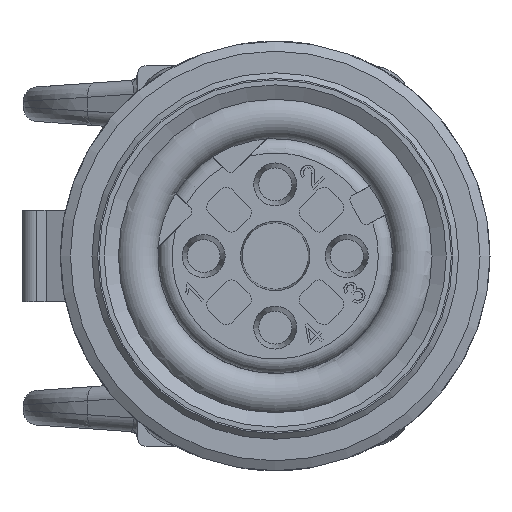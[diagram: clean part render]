
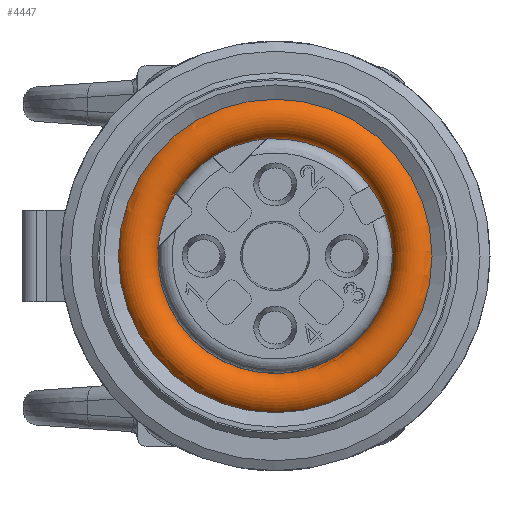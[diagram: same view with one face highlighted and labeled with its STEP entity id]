
A CAD part, left-side view. The second image highlights one B-rep face of the part: STEP entity #4447.
In plain terms, the highlighted toroidal (fillet/blend) face has major radius 4.845 mm and minor radius 0.75 mm.
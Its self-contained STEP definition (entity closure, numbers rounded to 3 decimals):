
#4447=ADVANCED_FACE('',(#5630,#5631),#5337,.T.);
#5337=TOROIDAL_SURFACE('',#15510,4.845,0.75);
#5379=B_SPLINE_CURVE_WITH_KNOTS('',3,(#20992,#20993,#20994,#20995,#20996,
#20997,#20998,#20999,#21000,#21001),.UNSPECIFIED.,.F.,.F.,(4,3,3,4),(0.,
0.404,0.809,1.),.UNSPECIFIED.);
#5380=B_SPLINE_CURVE_WITH_KNOTS('',3,(#21006,#21007,#21008,#21009,#21010,
#21011,#21012,#21013,#21014,#21015),.UNSPECIFIED.,.F.,.F.,(4,3,3,4),(0.,
0.406,0.813,1.),.UNSPECIFIED.);
#5381=B_SPLINE_CURVE_WITH_KNOTS('',3,(#21019,#21020,#21021,#21022,#21023,
#21024,#21025,#21026,#21027,#21028,#21029,#21030,#21031),.UNSPECIFIED.,
 .F.,.F.,(4,3,3,3,4),(0.,0.272,0.543,0.914,
1.),.UNSPECIFIED.);
#5382=B_SPLINE_CURVE_WITH_KNOTS('',3,(#21035,#21036,#21037,#21038,#21039,
#21040,#21041,#21042,#21043,#21044),.UNSPECIFIED.,.F.,.F.,(4,3,3,4),(0.,
0.404,0.808,1.),.UNSPECIFIED.);
#5383=B_SPLINE_CURVE_WITH_KNOTS('',3,(#21048,#21049,#21050,#21051,#21052,
#21053,#21054,#21055,#21056,#21057),.UNSPECIFIED.,.F.,.F.,(4,3,3,4),(0.,
0.404,0.808,1.),.UNSPECIFIED.);
#5384=B_SPLINE_CURVE_WITH_KNOTS('',3,(#21061,#21062,#21063,#21064,#21065,
#21066,#21067,#21068,#21069,#21070,#21071,#21072,#21073),.UNSPECIFIED.,
 .F.,.F.,(4,3,3,3,4),(0.,0.272,0.543,0.914,
1.),.UNSPECIFIED.);
#5630=FACE_BOUND('',#5738,.T.);
#5631=FACE_BOUND('',#5739,.T.);
#5738=EDGE_LOOP('',(#6693));
#5739=EDGE_LOOP('',(#6694,#6695,#6696,#6697,#6698,#6699,#6700,#6701,#6702,
#6703,#6704,#6705));
#6693=ORIENTED_EDGE('',*,*,#12638,.T.);
#6694=ORIENTED_EDGE('',*,*,#12639,.T.);
#6695=ORIENTED_EDGE('',*,*,#12640,.T.);
#6696=ORIENTED_EDGE('',*,*,#12641,.T.);
#6697=ORIENTED_EDGE('',*,*,#12642,.F.);
#6698=ORIENTED_EDGE('',*,*,#12643,.T.);
#6699=ORIENTED_EDGE('',*,*,#12644,.F.);
#6700=ORIENTED_EDGE('',*,*,#12645,.T.);
#6701=ORIENTED_EDGE('',*,*,#12646,.F.);
#6702=ORIENTED_EDGE('',*,*,#12647,.F.);
#6703=ORIENTED_EDGE('',*,*,#12648,.T.);
#6704=ORIENTED_EDGE('',*,*,#12649,.F.);
#6705=ORIENTED_EDGE('',*,*,#12650,.F.);
#11205=VERTEX_POINT('',#20991);
#11206=VERTEX_POINT('',#21002);
#11207=VERTEX_POINT('',#21003);
#11208=VERTEX_POINT('',#21005);
#11209=VERTEX_POINT('',#21016);
#11210=VERTEX_POINT('',#21018);
#11211=VERTEX_POINT('',#21032);
#11212=VERTEX_POINT('',#21034);
#11213=VERTEX_POINT('',#21045);
#11214=VERTEX_POINT('',#21047);
#11215=VERTEX_POINT('',#21058);
#11216=VERTEX_POINT('',#21060);
#11217=VERTEX_POINT('',#21074);
#12638=EDGE_CURVE('',#11205,#11205,#14894,.T.);
#12639=EDGE_CURVE('',#11206,#11207,#5379,.T.);
#12640=EDGE_CURVE('',#11207,#11208,#14895,.T.);
#12641=EDGE_CURVE('',#11208,#11209,#5380,.T.);
#12642=EDGE_CURVE('',#11210,#11209,#14896,.T.);
#12643=EDGE_CURVE('',#11210,#11211,#5381,.T.);
#12644=EDGE_CURVE('',#11212,#11211,#14897,.T.);
#12645=EDGE_CURVE('',#11212,#11213,#5382,.T.);
#12646=EDGE_CURVE('',#11214,#11213,#14898,.T.);
#12647=EDGE_CURVE('',#11215,#11214,#5383,.T.);
#12648=EDGE_CURVE('',#11215,#11216,#14899,.T.);
#12649=EDGE_CURVE('',#11217,#11216,#5384,.T.);
#12650=EDGE_CURVE('',#11206,#11217,#14900,.T.);
#14894=CIRCLE('',#15503,5.475);
#14895=CIRCLE('',#15504,4.277);
#14896=CIRCLE('',#15505,4.1);
#14897=CIRCLE('',#15506,4.277);
#14898=CIRCLE('',#15507,4.1);
#14899=CIRCLE('',#15508,4.277);
#14900=CIRCLE('',#15509,4.1);
#15503=AXIS2_PLACEMENT_3D('',#20990,#16903,#16904);
#15504=AXIS2_PLACEMENT_3D('',#21004,#16905,#16906);
#15505=AXIS2_PLACEMENT_3D('',#21017,#16907,#16908);
#15506=AXIS2_PLACEMENT_3D('',#21033,#16909,#16910);
#15507=AXIS2_PLACEMENT_3D('',#21046,#16911,#16912);
#15508=AXIS2_PLACEMENT_3D('',#21059,#16913,#16914);
#15509=AXIS2_PLACEMENT_3D('',#21075,#16915,#16916);
#15510=AXIS2_PLACEMENT_3D('',#21076,#16917,#16918);
#16903=DIRECTION('',(-1.,0.,0.));
#16904=DIRECTION('',(0.,0.,-1.));
#16905=DIRECTION('',(1.,0.,0.));
#16906=DIRECTION('',(0.,1.,0.));
#16907=DIRECTION('',(-1.,0.,0.));
#16908=DIRECTION('',(0.,0.,-1.));
#16909=DIRECTION('',(-1.,0.,0.));
#16910=DIRECTION('',(0.,-1.,0.));
#16911=DIRECTION('',(-1.,0.,0.));
#16912=DIRECTION('',(0.,0.,-1.));
#16913=DIRECTION('',(1.,0.,0.));
#16914=DIRECTION('',(0.,1.,0.));
#16915=DIRECTION('',(-1.,0.,0.));
#16916=DIRECTION('',(0.,0.,-1.));
#16917=DIRECTION('',(1.,0.,0.));
#16918=DIRECTION('',(0.,0.,-1.));
#20990=CARTESIAN_POINT('',(37.804,0.,0.));
#20991=CARTESIAN_POINT('',(37.804,0.,-5.475));
#20992=CARTESIAN_POINT('',(38.125,-3.293,2.442));
#20993=CARTESIAN_POINT('',(38.207,-3.285,2.438));
#20994=CARTESIAN_POINT('',(38.293,-3.289,2.44));
#20995=CARTESIAN_POINT('',(38.374,-3.305,2.449));
#20996=CARTESIAN_POINT('',(38.455,-3.321,2.457));
#20997=CARTESIAN_POINT('',(38.534,-3.349,2.473));
#20998=CARTESIAN_POINT('',(38.605,-3.388,2.494));
#20999=CARTESIAN_POINT('',(38.639,-3.406,2.504));
#21000=CARTESIAN_POINT('',(38.671,-3.427,2.515));
#21001=CARTESIAN_POINT('',(38.701,-3.45,2.528));
#21002=CARTESIAN_POINT('',(38.125,-3.293,2.442));
#21003=CARTESIAN_POINT('',(38.701,-3.45,2.528));
#21004=CARTESIAN_POINT('',(38.701,0.,0.));
#21005=CARTESIAN_POINT('',(38.701,-3.999,1.517));
#21006=CARTESIAN_POINT('',(38.701,-3.999,1.517));
#21007=CARTESIAN_POINT('',(38.638,-3.951,1.491));
#21008=CARTESIAN_POINT('',(38.564,-3.911,1.469));
#21009=CARTESIAN_POINT('',(38.487,-3.884,1.455));
#21010=CARTESIAN_POINT('',(38.409,-3.857,1.44));
#21011=CARTESIAN_POINT('',(38.325,-3.841,1.431));
#21012=CARTESIAN_POINT('',(38.241,-3.838,1.43));
#21013=CARTESIAN_POINT('',(38.202,-3.837,1.429));
#21014=CARTESIAN_POINT('',(38.163,-3.838,1.43));
#21015=CARTESIAN_POINT('',(38.125,-3.842,1.432));
#21016=CARTESIAN_POINT('',(38.125,-3.842,1.432));
#21017=CARTESIAN_POINT('',(38.125,0.,0.));
#21018=CARTESIAN_POINT('',(38.125,4.089,0.295));
#21019=CARTESIAN_POINT('',(38.125,4.089,0.295));
#21020=CARTESIAN_POINT('',(38.184,4.082,0.302));
#21021=CARTESIAN_POINT('',(38.246,4.082,0.302));
#21022=CARTESIAN_POINT('',(38.305,4.09,0.294));
#21023=CARTESIAN_POINT('',(38.364,4.098,0.286));
#21024=CARTESIAN_POINT('',(38.421,4.114,0.27));
#21025=CARTESIAN_POINT('',(38.473,4.135,0.249));
#21026=CARTESIAN_POINT('',(38.545,4.163,0.221));
#21027=CARTESIAN_POINT('',(38.609,4.202,0.182));
#21028=CARTESIAN_POINT('',(38.664,4.245,0.139));
#21029=CARTESIAN_POINT('',(38.677,4.255,0.129));
#21030=CARTESIAN_POINT('',(38.689,4.265,0.119));
#21031=CARTESIAN_POINT('',(38.701,4.276,0.108));
#21032=CARTESIAN_POINT('',(38.701,4.276,0.108));
#21033=CARTESIAN_POINT('',(38.701,0.,0.));
#21034=CARTESIAN_POINT('',(38.701,3.593,2.32));
#21035=CARTESIAN_POINT('',(38.701,3.593,2.32));
#21036=CARTESIAN_POINT('',(38.639,3.554,2.281));
#21037=CARTESIAN_POINT('',(38.566,3.522,2.249));
#21038=CARTESIAN_POINT('',(38.489,3.5,2.227));
#21039=CARTESIAN_POINT('',(38.412,3.478,2.205));
#21040=CARTESIAN_POINT('',(38.328,3.464,2.192));
#21041=CARTESIAN_POINT('',(38.245,3.462,2.189));
#21042=CARTESIAN_POINT('',(38.205,3.46,2.188));
#21043=CARTESIAN_POINT('',(38.164,3.461,2.189));
#21044=CARTESIAN_POINT('',(38.125,3.465,2.192));
#21045=CARTESIAN_POINT('',(38.125,3.465,2.192));
#21046=CARTESIAN_POINT('',(38.125,0.,0.));
#21047=CARTESIAN_POINT('',(38.125,2.192,3.465));
#21048=CARTESIAN_POINT('',(38.701,2.32,3.593));
#21049=CARTESIAN_POINT('',(38.639,2.281,3.554));
#21050=CARTESIAN_POINT('',(38.566,2.249,3.522));
#21051=CARTESIAN_POINT('',(38.489,2.227,3.5));
#21052=CARTESIAN_POINT('',(38.412,2.205,3.478));
#21053=CARTESIAN_POINT('',(38.328,2.192,3.464));
#21054=CARTESIAN_POINT('',(38.245,2.189,3.462));
#21055=CARTESIAN_POINT('',(38.205,2.188,3.46));
#21056=CARTESIAN_POINT('',(38.164,2.189,3.461));
#21057=CARTESIAN_POINT('',(38.125,2.192,3.465));
#21058=CARTESIAN_POINT('',(38.701,2.32,3.593));
#21059=CARTESIAN_POINT('',(38.701,0.,0.));
#21060=CARTESIAN_POINT('',(38.701,0.108,4.276));
#21061=CARTESIAN_POINT('',(38.125,0.295,4.089));
#21062=CARTESIAN_POINT('',(38.184,0.302,4.082));
#21063=CARTESIAN_POINT('',(38.246,0.302,4.082));
#21064=CARTESIAN_POINT('',(38.305,0.294,4.09));
#21065=CARTESIAN_POINT('',(38.364,0.286,4.098));
#21066=CARTESIAN_POINT('',(38.421,0.27,4.114));
#21067=CARTESIAN_POINT('',(38.473,0.249,4.135));
#21068=CARTESIAN_POINT('',(38.545,0.221,4.163));
#21069=CARTESIAN_POINT('',(38.609,0.182,4.202));
#21070=CARTESIAN_POINT('',(38.664,0.139,4.245));
#21071=CARTESIAN_POINT('',(38.677,0.129,4.255));
#21072=CARTESIAN_POINT('',(38.689,0.119,4.265));
#21073=CARTESIAN_POINT('',(38.701,0.108,4.276));
#21074=CARTESIAN_POINT('',(38.125,0.295,4.089));
#21075=CARTESIAN_POINT('',(38.125,0.,0.));
#21076=CARTESIAN_POINT('',(38.211,0.,0.));
